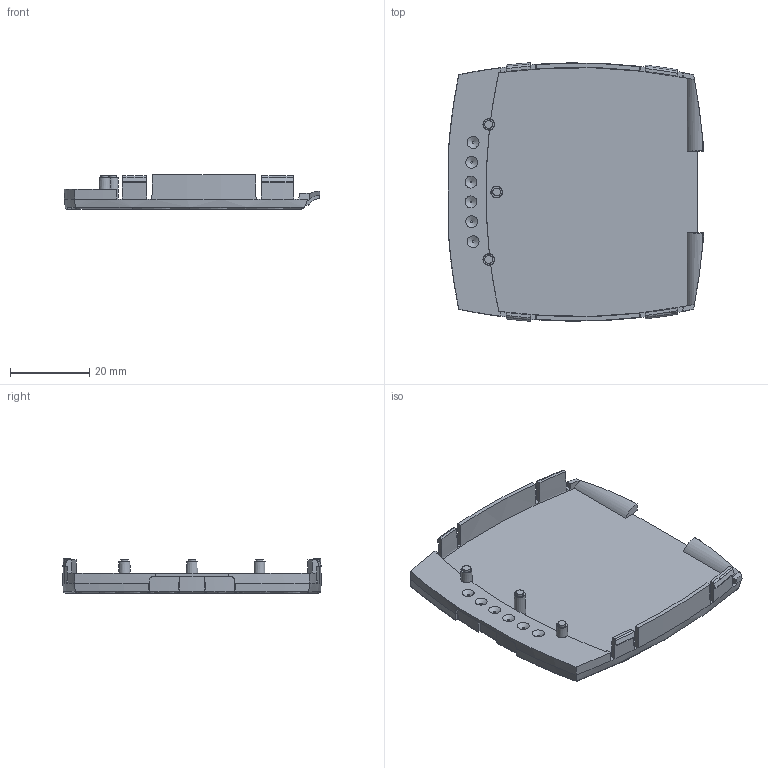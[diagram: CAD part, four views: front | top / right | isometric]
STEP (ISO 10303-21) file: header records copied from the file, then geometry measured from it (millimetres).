
FILE_DESCRIPTION(/* description */ ('!AP-203 File Generated from CADKEY 99!'),/* implementation_level */ '2;1');
FILE_NAME(/* name */ 'SUPPORT-MIROIR',/* time_stamp */ '2001-11-14T11:42:51+01:00',/* author */ ('CADKEY'),/* organization */ ('CADKEY Corporation'),/* preprocessor_version */ 'ST-DEVELOPER v8',/* originating_system */ 'step.cde',/* authorisation */ 'CK');
FILE_SCHEMA (('CONFIG_CONTROL_DESIGN'));
Length unit declared in the file: millimetre
Products named in the file (1): 1999-0203
Bounding box: 64.37 x 65.09 x 8.6 mm (x, y, z)
Volume: 7645.1 mm3; surface area: 10118.4 mm2
Topology: 1 solids, 1 shells, 163 faces, 435 edges, 284 vertices
Faces by surface type: plane 80, cone 47, cylinder 24, torus 12
Entity records: 5334 total; most frequent: CARTESIAN_POINT 1458, ORIENTED_EDGE 826, DIRECTION 739, EDGE_CURVE 413, AXIS2_PLACEMENT_3D 357, VERTEX_POINT 274, EDGE_LOOP 185, FACE_BOUND 185
